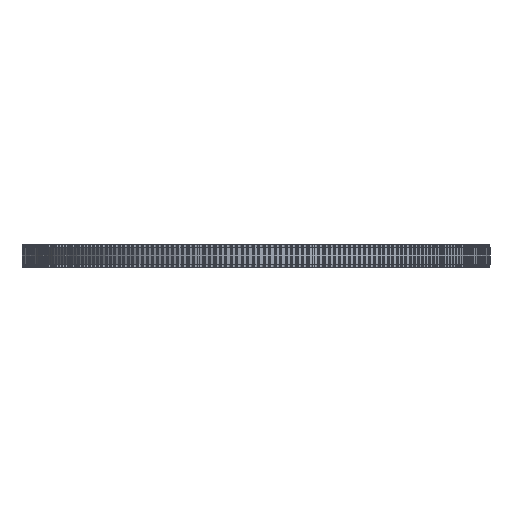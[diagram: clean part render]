
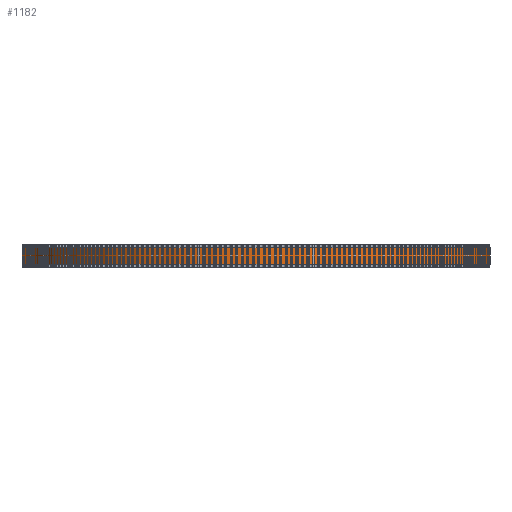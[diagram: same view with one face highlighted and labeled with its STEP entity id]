
A CAD part, front view. The second image highlights one B-rep face of the part: STEP entity #1182.
In plain terms, the highlighted cylindrical face has radius 84.352 mm (diameter 168.704 mm), a full revolution.
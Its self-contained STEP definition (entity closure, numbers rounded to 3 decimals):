
#97=FACE_BOUND('',#4368,.T.);
#98=FACE_BOUND('',#4369,.T.);
#1182=ADVANCED_FACE('',(#97,#98),#2243,.T.);
#2243=CYLINDRICAL_SURFACE('',#23463,84.352);
#4368=EDGE_LOOP('',(#12850));
#4369=EDGE_LOOP('',(#12851));
#12850=ORIENTED_EDGE('',*,*,#18154,.T.);
#12851=ORIENTED_EDGE('',*,*,#18155,.T.);
#14972=VERTEX_POINT('',#37260);
#14973=VERTEX_POINT('',#37262);
#18154=EDGE_CURVE('',#14972,#14972,#20276,.T.);
#18155=EDGE_CURVE('',#14973,#14973,#20277,.T.);
#20276=CIRCLE('',#23461,84.352);
#20277=CIRCLE('',#23462,84.352);
#23461=AXIS2_PLACEMENT_3D('',#37259,#30890,#30891);
#23462=AXIS2_PLACEMENT_3D('',#37261,#30892,#30893);
#23463=AXIS2_PLACEMENT_3D('',#37263,#30894,#30895);
#30890=DIRECTION('',(0.,0.,1.));
#30891=DIRECTION('',(1.,0.,0.));
#30892=DIRECTION('',(0.,0.,-1.));
#30893=DIRECTION('',(1.,0.,0.));
#30894=DIRECTION('',(0.,0.,1.));
#30895=DIRECTION('',(1.,0.,0.));
#37259=CARTESIAN_POINT('',(0.,0.,1.));
#37260=CARTESIAN_POINT('',(84.352,0.,1.));
#37261=CARTESIAN_POINT('',(0.,0.,7.));
#37262=CARTESIAN_POINT('',(84.352,0.,7.));
#37263=CARTESIAN_POINT('',(0.,0.,1.));
